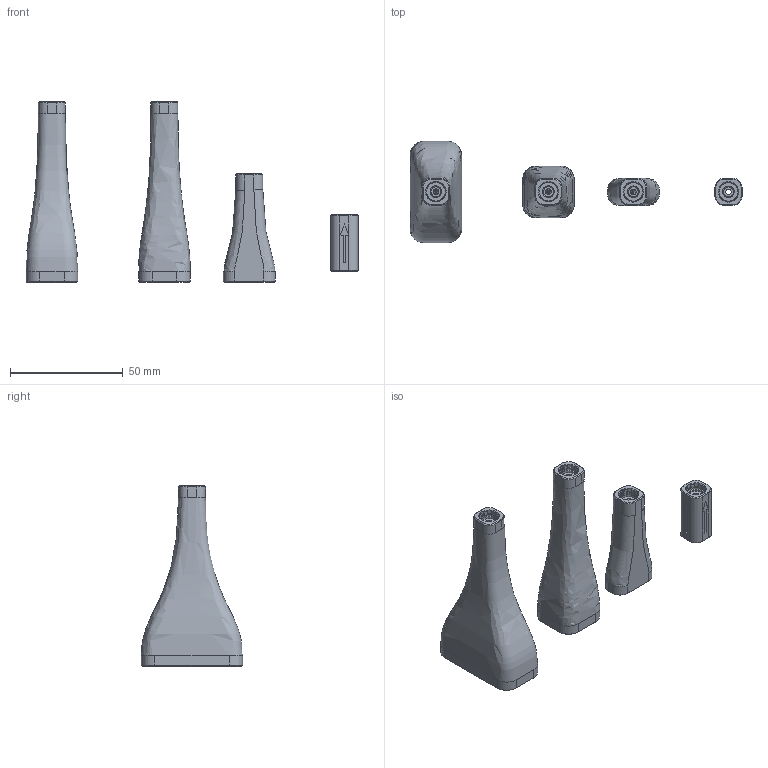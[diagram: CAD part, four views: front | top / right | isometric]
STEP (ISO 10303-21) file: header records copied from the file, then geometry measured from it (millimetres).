
FILE_DESCRIPTION(/* description */ ('STEP AP242 Edition 2','CAx-IF Rec.Pracs.---Representation and Presentation of Product Manufacturing Information (PMI)---4.0---2014-10-13','CAx-IF Rec.Pracs.---3D Tessellated Geometry---0.4---2014-09-14','2;1','CAx-IF Rec.Pracs.---User Defined Attributes---1.5---2016-08-15'),/* implementation_level */ '2;1');
FILE_NAME(/* name */ '693fcf41fdc272afda942105',/* time_stamp */ '2025-12-15T09:05:09Z',/* author */ (''),/* organization */ (''),/* preprocessor_version */ 'ST-DEVELOPER v20',/* originating_system */ 'ONSHAPE BY PTC INC, 1.208',/* authorisation */ ' ');
FILE_SCHEMA (('AP242_MANAGED_MODEL_BASED_3D_ENGINEERING_MIM_LF { 1 0 10303 442 3 1 4 }'));
Products named in the file (4): Combiner_1-1; Combiner_8-1; Combiner_4-1; Combiner_2-1
Bounding box: 147.5 x 45 x 80 mm (x, y, z)
Volume: 56063.1 mm3; surface area: 25617.1 mm2
Topology: 4 solids, 4 shells, 1522 faces, 4040 edges, 2530 vertices
Faces by surface type: cylinder 642, plane 492, cone 288, bspline 95, torus 3, sphere 2
Full cylindrical faces by diameter (mm): 2.4 x1, 2.5 x1, 4.4 x5, 8.3 x38, 9 x19
Entity records: 53230 total; most frequent: CARTESIAN_POINT 17932, ORIENTED_EDGE 7620, DIRECTION 6966, EDGE_CURVE 3810, AXIS2_PLACEMENT_3D 2772, VERTEX_POINT 2454, EDGE_LOOP 1710, FACE_BOUND 1710
